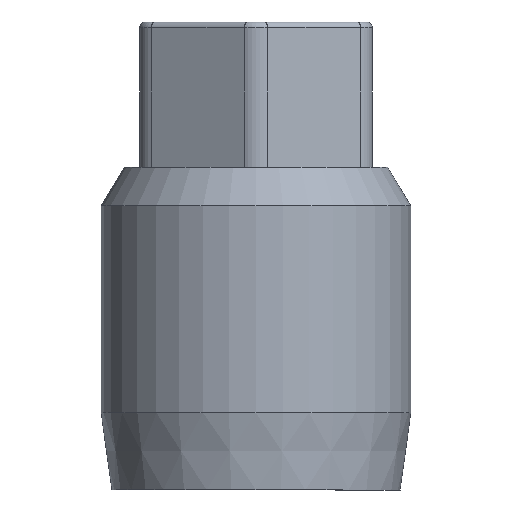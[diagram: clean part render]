
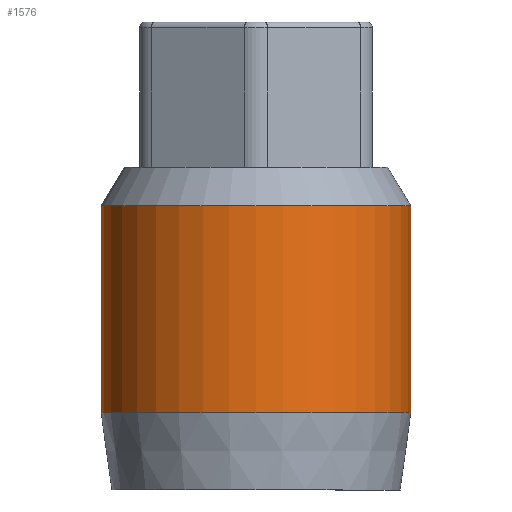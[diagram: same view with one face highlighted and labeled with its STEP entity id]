
A CAD part, front view. The second image highlights one B-rep face of the part: STEP entity #1576.
In plain terms, the highlighted cylindrical face has radius 5.33 mm (diameter 10.659 mm), a full revolution.
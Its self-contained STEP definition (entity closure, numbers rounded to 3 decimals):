
#96=CYLINDRICAL_SURFACE('',#1752,5.33);
#171=FACE_OUTER_BOUND('',#270,.T.);
#270=EDGE_LOOP('',(#1327,#1328,#1329,#1330,#1331));
#353=CIRCLE('',#1726,5.33);
#364=CIRCLE('',#1753,5.33);
#365=CIRCLE('',#1754,5.33);
#486=LINE('',#2836,#600);
#600=VECTOR('',#2165,5.33);
#723=VERTEX_POINT('',#2743);
#746=VERTEX_POINT('',#2832);
#747=VERTEX_POINT('',#2833);
#911=EDGE_CURVE('',#723,#723,#353,.T.);
#949=EDGE_CURVE('',#746,#747,#364,.T.);
#950=EDGE_CURVE('',#747,#746,#365,.T.);
#951=EDGE_CURVE('',#746,#723,#486,.T.);
#1327=ORIENTED_EDGE('',*,*,#949,.T.);
#1328=ORIENTED_EDGE('',*,*,#950,.T.);
#1329=ORIENTED_EDGE('',*,*,#951,.T.);
#1330=ORIENTED_EDGE('',*,*,#911,.F.);
#1331=ORIENTED_EDGE('',*,*,#951,.F.);
#1576=ADVANCED_FACE('',(#171),#96,.T.);
#1726=AXIS2_PLACEMENT_3D('',#2744,#2086,#2087);
#1752=AXIS2_PLACEMENT_3D('',#2831,#2159,#2160);
#1753=AXIS2_PLACEMENT_3D('',#2834,#2161,#2162);
#1754=AXIS2_PLACEMENT_3D('',#2835,#2163,#2164);
#2086=DIRECTION('center_axis',(0.,0.,-1.));
#2087=DIRECTION('ref_axis',(1.,0.,0.));
#2159=DIRECTION('center_axis',(0.,0.,1.));
#2160=DIRECTION('ref_axis',(1.,0.,0.));
#2161=DIRECTION('center_axis',(0.,0.,-1.));
#2162=DIRECTION('ref_axis',(-1.,0.,0.));
#2163=DIRECTION('center_axis',(0.,0.,-1.));
#2164=DIRECTION('ref_axis',(-1.,0.,0.));
#2165=DIRECTION('',(0.,0.,-1.));
#2743=CARTESIAN_POINT('',(-5.33,0.,-10.458));
#2744=CARTESIAN_POINT('Origin',(0.,0.,
-10.458));
#2831=CARTESIAN_POINT('Origin',(0.,0.,-13.113));
#2832=CARTESIAN_POINT('',(-5.33,0.,-3.331));
#2833=CARTESIAN_POINT('',(5.33,0.,-3.331));
#2834=CARTESIAN_POINT('Origin',(0.,0.,-3.331));
#2835=CARTESIAN_POINT('Origin',(0.,0.,-3.331));
#2836=CARTESIAN_POINT('',(-5.33,0.,-13.113));
